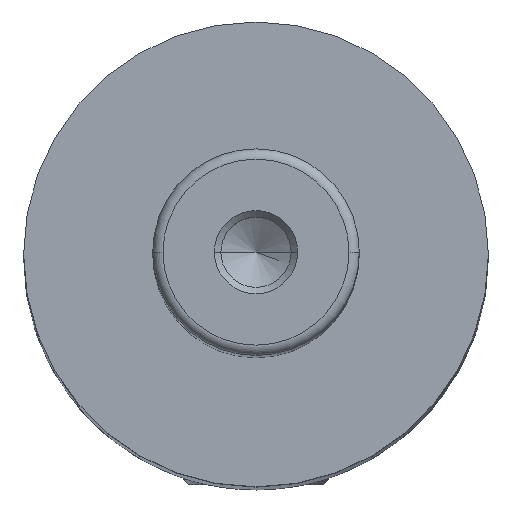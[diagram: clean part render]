
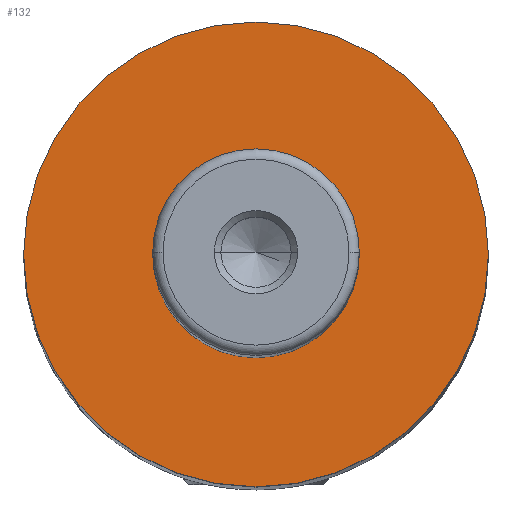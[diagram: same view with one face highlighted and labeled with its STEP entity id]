
A CAD part, top view. The second image highlights one B-rep face of the part: STEP entity #132.
In plain terms, the highlighted planar face has unit normal (0, 0, 1).
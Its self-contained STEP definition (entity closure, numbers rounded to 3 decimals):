
#11 = EDGE_CURVE ( 'NONE', #1268, #1473, #411, .T. ) ;
#50 = VERTEX_POINT ( 'NONE', #505 ) ;
#125 = ORIENTED_EDGE ( 'NONE', *, *, #1156, .T. ) ;
#132 = ADVANCED_FACE ( 'NONE', ( #854, #1162 ), #436, .T. ) ;
#192 = VERTEX_POINT ( 'NONE', #722 ) ;
#258 = ORIENTED_EDGE ( 'NONE', *, *, #1169, .F. ) ;
#305 = CARTESIAN_POINT ( 'NONE',  ( 0., 0., 173. ) ) ;
#309 = CIRCLE ( 'NONE', #641, 10. ) ;
#344 = EDGE_CURVE ( 'NONE', #50, #192, #375, .T. ) ;
#360 = DIRECTION ( 'NONE',  ( -1., 0., 0. ) ) ;
#373 = ORIENTED_EDGE ( 'NONE', *, *, #11, .T. ) ;
#375 = CIRCLE ( 'NONE', #825, 22.5 ) ;
#411 = CIRCLE ( 'NONE', #1484, 10. ) ;
#436 = PLANE ( 'NONE',  #949 ) ;
#440 = DIRECTION ( 'NONE',  ( -1., 0., 0. ) ) ;
#445 = CARTESIAN_POINT ( 'NONE',  ( -10., 0., 173. ) ) ;
#505 = CARTESIAN_POINT ( 'NONE',  ( -22.5, 0., 173. ) ) ;
#557 = EDGE_LOOP ( 'NONE', ( #373, #125 ) ) ;
#559 = CARTESIAN_POINT ( 'NONE',  ( 0., 0., 173. ) ) ;
#641 = AXIS2_PLACEMENT_3D ( 'NONE', #559, #1457, #685 ) ;
#685 = DIRECTION ( 'NONE',  ( -1., 0., 0. ) ) ;
#688 = CARTESIAN_POINT ( 'NONE',  ( -10., 0., 173. ) ) ;
#696 = DIRECTION ( 'NONE',  ( 0., 0., 1. ) ) ;
#722 = CARTESIAN_POINT ( 'NONE',  ( 22.5, 0., 173. ) ) ;
#771 = DIRECTION ( 'NONE',  ( 0., 0., -1. ) ) ;
#815 = AXIS2_PLACEMENT_3D ( 'NONE', #305, #1216, #440 ) ;
#825 = AXIS2_PLACEMENT_3D ( 'NONE', #1525, #771, #1654 ) ;
#854 = FACE_BOUND ( 'NONE', #557, .T. ) ;
#949 = AXIS2_PLACEMENT_3D ( 'NONE', #688, #696, #1583 ) ;
#1003 = EDGE_LOOP ( 'NONE', ( #1143, #258 ) ) ;
#1122 = DIRECTION ( 'NONE',  ( 0., 0., -1. ) ) ;
#1133 = CARTESIAN_POINT ( 'NONE',  ( 0., 0., 173. ) ) ;
#1143 = ORIENTED_EDGE ( 'NONE', *, *, #344, .F. ) ;
#1156 = EDGE_CURVE ( 'NONE', #1473, #1268, #309, .T. ) ;
#1162 = FACE_OUTER_BOUND ( 'NONE', #1003, .T. ) ;
#1169 = EDGE_CURVE ( 'NONE', #192, #50, #1220, .T. ) ;
#1216 = DIRECTION ( 'NONE',  ( 0., 0., -1. ) ) ;
#1220 = CIRCLE ( 'NONE', #815, 22.5 ) ;
#1268 = VERTEX_POINT ( 'NONE', #445 ) ;
#1288 = CARTESIAN_POINT ( 'NONE',  ( 10., 0., 173. ) ) ;
#1457 = DIRECTION ( 'NONE',  ( 0., 0., -1. ) ) ;
#1473 = VERTEX_POINT ( 'NONE', #1288 ) ;
#1484 = AXIS2_PLACEMENT_3D ( 'NONE', #1133, #1122, #360 ) ;
#1525 = CARTESIAN_POINT ( 'NONE',  ( 0., 0., 173. ) ) ;
#1583 = DIRECTION ( 'NONE',  ( 1., 0., 0. ) ) ;
#1654 = DIRECTION ( 'NONE',  ( -1., 0., 0. ) ) ;
